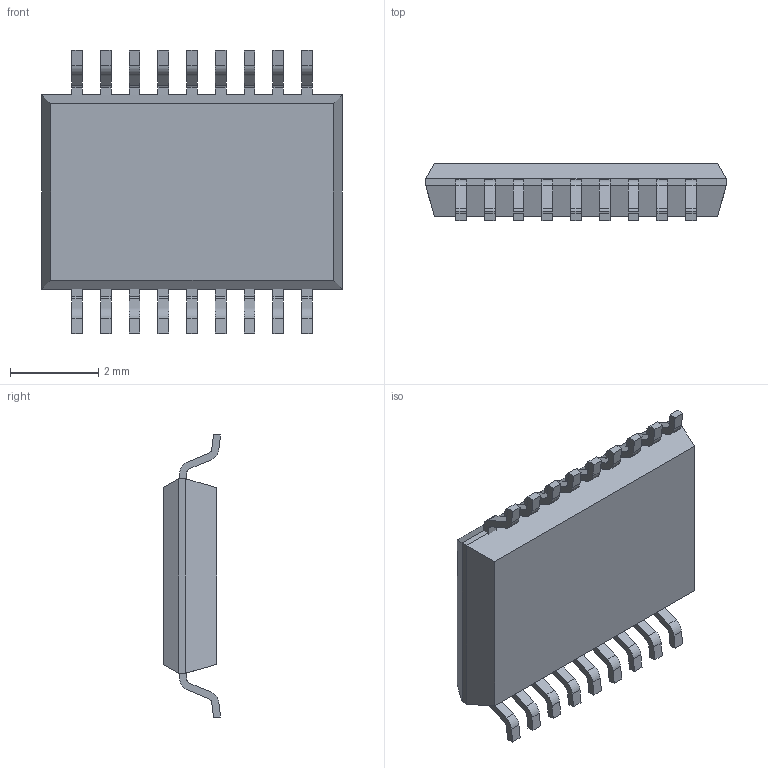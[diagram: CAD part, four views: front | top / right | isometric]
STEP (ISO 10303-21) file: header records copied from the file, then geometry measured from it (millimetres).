
FILE_DESCRIPTION (( 'STEP AP214' ), '1' );
FILE_NAME ('User Library-MAXM17632AME.STEP', '2021-01-08T02:27:07', ( '' ), ( '' ), 'SwSTEP 2.0', 'SolidWorks 2020', '' );
FILE_SCHEMA (( 'AUTOMOTIVE_DESIGN' ));
Length unit declared in the file: millimetre
Products named in the file (1): User Library-MAXM17632AME
Bounding box: 6.8 x 1.29 x 6.42 mm (x, y, z)
Volume: 35.6 mm3; surface area: 123.3 mm2
Topology: 26 solids, 26 shells, 484 faces, 1285 edges, 854 vertices
Faces by surface type: plane 346, cylinder 136, cone 2
Entity records: 19103 total; most frequent: CARTESIAN_POINT 2624, ORIENTED_EDGE 2570, DIRECTION 2531, EDGE_CURVE 1285, VECTOR 1009, LINE 1009, VERTEX_POINT 854, AXIS2_PLACEMENT_3D 761
